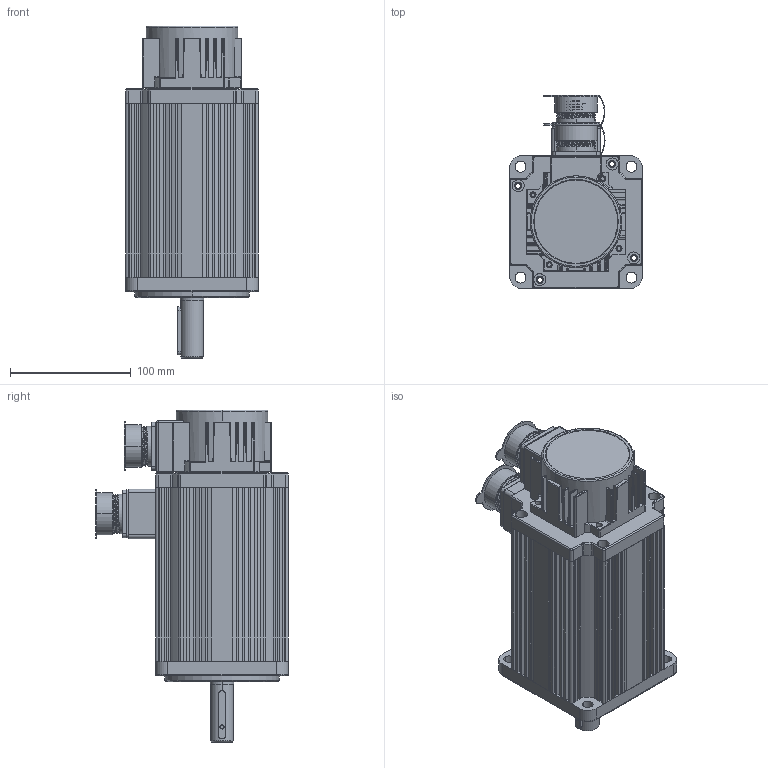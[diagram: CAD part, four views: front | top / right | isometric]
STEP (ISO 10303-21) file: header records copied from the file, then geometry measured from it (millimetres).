
FILE_DESCRIPTION (( 'STEP AP203' ), '1' );
FILE_NAME ('110st-m06030_-3d_asm.stp', '2019-07-22T04:57:50', ( '' ), ( '' ), 'SwSTEP 2.0', 'SolidWorks 2018', '' );
FILE_SCHEMA (( 'CONFIG_CONTROL_DESIGN' ));
Length unit declared in the file: millimetre
Products named in the file (16): 110ST-M06030___STEP-30699.stp; 110st-m06030_-3d_asm.stp; 110___________________STEP_1_2.stp; __6X6X45_STEP_1_2.stp; 110_____STEP_1_2.stp; 110st-m06030_-3d_asm; __20X40X7_STEP_1_2.stp; ________STEP-6940.stp; 110ST-M06030___-3D_ASM.stp; 110ヶ傷裔.step; D47_____STEP_1_2.stp; _____STEP_1_2.stp; __________STEP_1_2.stp; 110ST-M06030___STEP-7605.stp; ________STEP-52040.stp; 110____STEP-6371_ASM.stp
Assembly tree (16 placements, depth 5):
  110st-m06030_-3d_asm
    110st-m06030_-3d_asm.stp
      110ST-M06030___-3D_ASM.stp
        110____STEP-6371_ASM.stp
          D47_____STEP_1_2.stp
          110___________________STEP_1_2.stp
        110_____STEP_1_2.stp
        __20X40X7_STEP_1_2.stp
        ________STEP-6940.stp  x2
        __6X6X45_STEP_1_2.stp
        110ST-M06030___STEP-30699.stp
        __________STEP_1_2.stp
        110ST-M06030___STEP-7605.stp
        _____STEP_1_2.stp
        ________STEP-52040.stp
    110ヶ傷裔.step
Bounding box: 110 x 159.7 x 275 mm (x, y, z)
Volume: 729813.5 mm3; surface area: 374105.9 mm2
Topology: 13 solids, 13 shells, 1555 faces, 3946 edges, 2441 vertices
Faces by surface type: cylinder 690, plane 512, cone 111, bspline 91, sphere 80, torus 71
Entity records: 70368 total; most frequent: CARTESIAN_POINT 32789, DIRECTION 7641, ORIENTED_EDGE 7402, EDGE_CURVE 3701, AXIS2_PLACEMENT_3D 2933, VERTEX_POINT 2321, LINE 1775, VECTOR 1775
